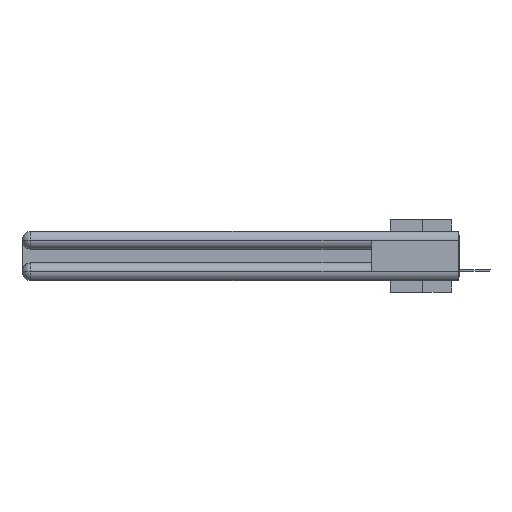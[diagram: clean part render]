
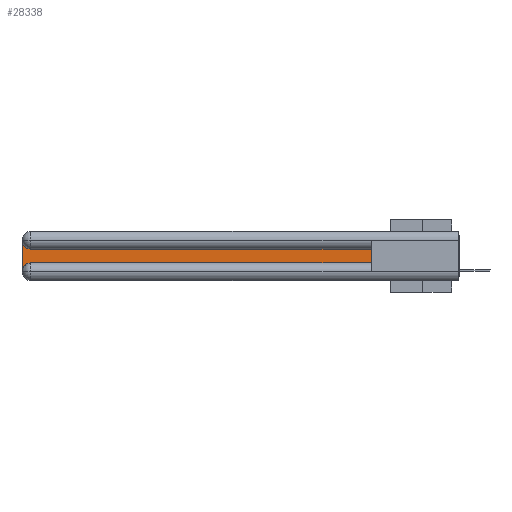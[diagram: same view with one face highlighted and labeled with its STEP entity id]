
A CAD part, left-side view. The second image highlights one B-rep face of the part: STEP entity #28338.
In plain terms, the highlighted planar face has unit normal (-1, 0, 0).
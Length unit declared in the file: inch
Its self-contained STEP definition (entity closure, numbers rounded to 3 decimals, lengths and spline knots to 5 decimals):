
#3012 = CARTESIAN_POINT ( 'NONE',  ( 0.075, 0.6, -0.2175 ) ) ;
#3090 = CARTESIAN_POINT ( 'NONE',  ( 0.075, 2.94, -0.2775 ) ) ;
#4410 = ORIENTED_EDGE ( 'NONE', *, *, #31396, .T. ) ;
#4576 = ORIENTED_EDGE ( 'NONE', *, *, #16563, .T. ) ;
#4944 = LINE ( 'NONE', #20961, #30418 ) ;
#5796 = VECTOR ( 'NONE', #16862, 39.37008 ) ;
#7271 = CARTESIAN_POINT ( 'NONE',  ( 0.075, 2.94, -0.1225 ) ) ;
#8869 = LINE ( 'NONE', #31822, #25911 ) ;
#9308 = VERTEX_POINT ( 'NONE', #20011 ) ;
#9526 = ORIENTED_EDGE ( 'NONE', *, *, #16421, .T. ) ;
#9836 = CARTESIAN_POINT ( 'NONE',  ( 0.075, 0.6, -0.1225 ) ) ;
#10044 = CIRCLE ( 'NONE', #12626, 0.06 ) ;
#10449 = LINE ( 'NONE', #11247, #13936 ) ;
#10705 = EDGE_CURVE ( 'NONE', #16414, #14263, #8869, .T. ) ;
#10812 = ORIENTED_EDGE ( 'NONE', *, *, #10705, .T. ) ;
#10813 = DIRECTION ( 'NONE',  ( 0., 0., -1. ) ) ;
#11247 = CARTESIAN_POINT ( 'NONE',  ( 0.075, 0.6, -0.2175 ) ) ;
#11307 = ORIENTED_EDGE ( 'NONE', *, *, #29352, .T. ) ;
#11388 = AXIS2_PLACEMENT_3D ( 'NONE', #23901, #19054, #26709 ) ;
#11630 = PLANE ( 'NONE',  #11388 ) ;
#12182 = DIRECTION ( 'NONE',  ( 0., -1., 0. ) ) ;
#12446 = AXIS2_PLACEMENT_3D ( 'NONE', #13264, #25360, #10813 ) ;
#12626 = AXIS2_PLACEMENT_3D ( 'NONE', #3090, #15641, #27837 ) ;
#13264 = CARTESIAN_POINT ( 'NONE',  ( 0.075, 2.94, -0.0625 ) ) ;
#13936 = VECTOR ( 'NONE', #23959, 39.37008 ) ;
#14263 = VERTEX_POINT ( 'NONE', #3012 ) ;
#15397 = CIRCLE ( 'NONE', #12446, 0.06 ) ;
#15641 = DIRECTION ( 'NONE',  ( 1., 0., 0. ) ) ;
#16349 = CARTESIAN_POINT ( 'NONE',  ( 0.075, 3., -0.2775 ) ) ;
#16414 = VERTEX_POINT ( 'NONE', #28508 ) ;
#16421 = EDGE_CURVE ( 'NONE', #14263, #19755, #10449, .T. ) ;
#16563 = EDGE_CURVE ( 'NONE', #19755, #19321, #27804, .T. ) ;
#16862 = DIRECTION ( 'NONE',  ( 0., 1., 0. ) ) ;
#17496 = FACE_OUTER_BOUND ( 'NONE', #29745, .T. ) ;
#19054 = DIRECTION ( 'NONE',  ( 1., 0., 0. ) ) ;
#19321 = VERTEX_POINT ( 'NONE', #7271 ) ;
#19755 = VERTEX_POINT ( 'NONE', #31735 ) ;
#20011 = CARTESIAN_POINT ( 'NONE',  ( 0.075, 3., -0.0625 ) ) ;
#20961 = CARTESIAN_POINT ( 'NONE',  ( 0.075, 3., -0.2175 ) ) ;
#23564 = DIRECTION ( 'NONE',  ( 0., 0., -1. ) ) ;
#23901 = CARTESIAN_POINT ( 'NONE',  ( 0.075, 3., -0.1225 ) ) ;
#23959 = DIRECTION ( 'NONE',  ( 0., 0., 1. ) ) ;
#25360 = DIRECTION ( 'NONE',  ( 1., 0., 0. ) ) ;
#25911 = VECTOR ( 'NONE', #12182, 39.37008 ) ;
#26709 = DIRECTION ( 'NONE',  ( 0., 0., -1. ) ) ;
#27804 = LINE ( 'NONE', #9836, #5796 ) ;
#27837 = DIRECTION ( 'NONE',  ( 0., 0., -1. ) ) ;
#28338 = ADVANCED_FACE ( 'NONE', ( #17496 ), #11630, .F. ) ;
#28508 = CARTESIAN_POINT ( 'NONE',  ( 0.075, 2.94, -0.2175 ) ) ;
#29352 = EDGE_CURVE ( 'NONE', #31364, #16414, #10044, .T. ) ;
#29745 = EDGE_LOOP ( 'NONE', ( #4576, #31942, #4410, #11307, #10812, #9526 ) ) ;
#29983 = EDGE_CURVE ( 'NONE', #19321, #9308, #15397, .T. ) ;
#30418 = VECTOR ( 'NONE', #23564, 39.37008 ) ;
#31364 = VERTEX_POINT ( 'NONE', #16349 ) ;
#31396 = EDGE_CURVE ( 'NONE', #9308, #31364, #4944, .T. ) ;
#31735 = CARTESIAN_POINT ( 'NONE',  ( 0.075, 0.6, -0.1225 ) ) ;
#31822 = CARTESIAN_POINT ( 'NONE',  ( 0.075, 0.6, -0.2175 ) ) ;
#31942 = ORIENTED_EDGE ( 'NONE', *, *, #29983, .T. ) ;
